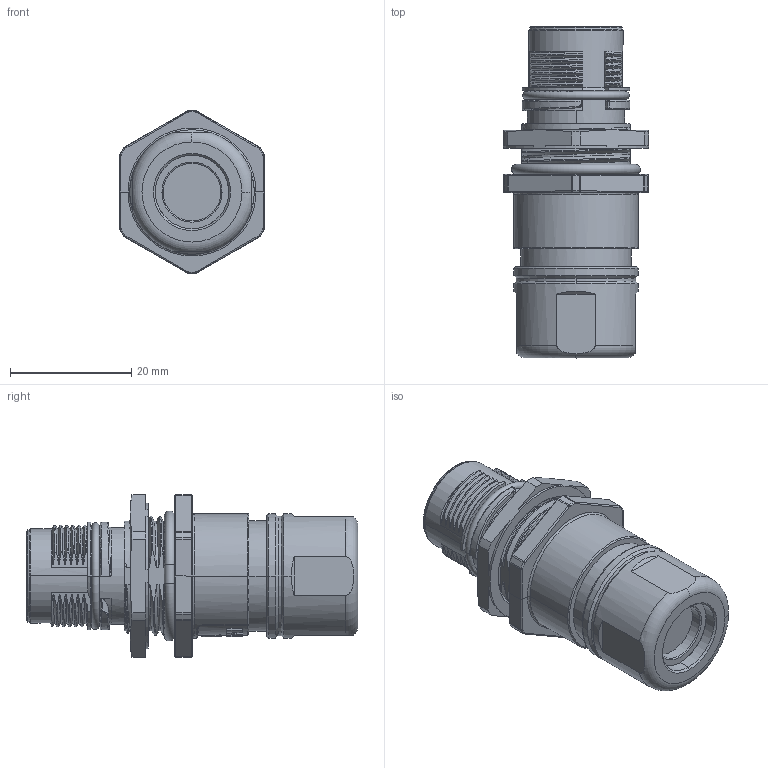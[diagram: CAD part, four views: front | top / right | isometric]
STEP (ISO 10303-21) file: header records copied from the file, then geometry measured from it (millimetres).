
FILE_DESCRIPTION((''),'2;1');
FILE_NAME('3D_1650174102502_M17-MC017-CCT_','2023-12-15T',('lian.chen'),(''),'PRO/ENGINEER BY PARAMETRIC TECHNOLOGY CORPORATION, 2012480','PRO/ENGINEER BY PARAMETRIC TECHNOLOGY CORPORATION, 2012480','');
FILE_SCHEMA(('CONFIG_CONTROL_DESIGN'));
Length unit declared in the file: millimetre
Products named in the file (1): 3D_1650174102502_M17-MC017-CCT_
Bounding box: 23.9 x 54.7 x 26.8 mm (x, y, z)
Volume: 15049.1 mm3; surface area: 7351.9 mm2
Topology: 1 solids, 1 shells, 706 faces, 1955 edges, 1293 vertices
Faces by surface type: cylinder 269, plane 197, bspline 94, torus 79, cone 33, extrusion 22, sphere 12
Entity records: 30253 total; most frequent: CARTESIAN_POINT 13057, ORIENTED_EDGE 3886, DIRECTION 3191, EDGE_CURVE 1943, VERTEX_POINT 1293, AXIS2_PLACEMENT_3D 1240, EDGE_LOOP 764, VECTOR 711
